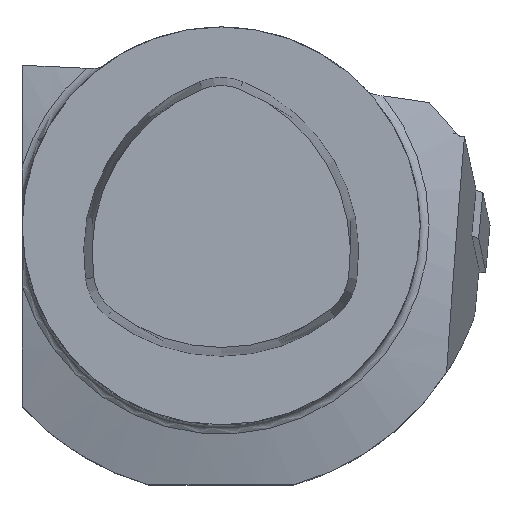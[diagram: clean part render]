
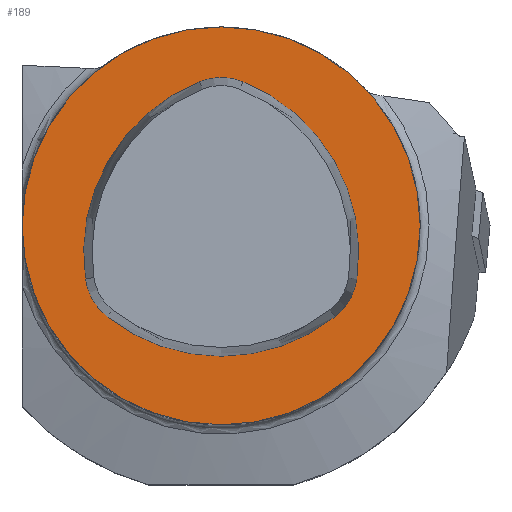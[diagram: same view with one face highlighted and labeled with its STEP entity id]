
A CAD part, top view. The second image highlights one B-rep face of the part: STEP entity #189.
In plain terms, the highlighted planar face has unit normal (0, 0, 1).
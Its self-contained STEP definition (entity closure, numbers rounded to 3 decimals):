
#108=FACE_BOUND('',#311,.T.);
#109=FACE_BOUND('',#312,.T.);
#144=PLANE('',#1150);
#189=ADVANCED_FACE('',(#108,#109),#144,.T.);
#311=EDGE_LOOP('',(#656));
#312=EDGE_LOOP('',(#657,#658,#659,#660,#661,#662));
#505=CIRCLE('',#1127,20.);
#514=CIRCLE('',#1144,18.5);
#515=CIRCLE('',#1145,5.9);
#516=CIRCLE('',#1146,18.5);
#517=CIRCLE('',#1147,5.9);
#518=CIRCLE('',#1148,18.5);
#519=CIRCLE('',#1149,5.9);
#656=ORIENTED_EDGE('',*,*,#954,.F.);
#657=ORIENTED_EDGE('',*,*,#978,.T.);
#658=ORIENTED_EDGE('',*,*,#979,.T.);
#659=ORIENTED_EDGE('',*,*,#980,.T.);
#660=ORIENTED_EDGE('',*,*,#981,.T.);
#661=ORIENTED_EDGE('',*,*,#982,.T.);
#662=ORIENTED_EDGE('',*,*,#983,.T.);
#848=VERTEX_POINT('',#1686);
#868=VERTEX_POINT('',#1775);
#869=VERTEX_POINT('',#1776);
#870=VERTEX_POINT('',#1778);
#871=VERTEX_POINT('',#1780);
#872=VERTEX_POINT('',#1782);
#873=VERTEX_POINT('',#1784);
#954=EDGE_CURVE('',#848,#848,#505,.T.);
#978=EDGE_CURVE('',#868,#869,#514,.T.);
#979=EDGE_CURVE('',#869,#870,#515,.T.);
#980=EDGE_CURVE('',#870,#871,#516,.T.);
#981=EDGE_CURVE('',#871,#872,#517,.T.);
#982=EDGE_CURVE('',#872,#873,#518,.T.);
#983=EDGE_CURVE('',#873,#868,#519,.T.);
#1127=AXIS2_PLACEMENT_3D('',#1685,#1309,#1310);
#1144=AXIS2_PLACEMENT_3D('',#1774,#1349,#1350);
#1145=AXIS2_PLACEMENT_3D('',#1777,#1351,#1352);
#1146=AXIS2_PLACEMENT_3D('',#1779,#1353,#1354);
#1147=AXIS2_PLACEMENT_3D('',#1781,#1355,#1356);
#1148=AXIS2_PLACEMENT_3D('',#1783,#1357,#1358);
#1149=AXIS2_PLACEMENT_3D('',#1785,#1359,#1360);
#1150=AXIS2_PLACEMENT_3D('',#1786,#1361,#1362);
#1309=DIRECTION('',(0.,0.,-1.));
#1310=DIRECTION('',(-1.,0.,0.));
#1349=DIRECTION('',(0.,0.,-1.));
#1350=DIRECTION('',(-1.,0.,0.));
#1351=DIRECTION('',(0.,0.,-1.));
#1352=DIRECTION('',(-1.,0.,0.));
#1353=DIRECTION('',(0.,0.,-1.));
#1354=DIRECTION('',(-1.,0.,0.));
#1355=DIRECTION('',(0.,0.,-1.));
#1356=DIRECTION('',(-1.,0.,0.));
#1357=DIRECTION('',(0.,0.,-1.));
#1358=DIRECTION('',(-1.,0.,0.));
#1359=DIRECTION('',(0.,0.,-1.));
#1360=DIRECTION('',(-1.,0.,0.));
#1361=DIRECTION('',(0.,0.,1.));
#1362=DIRECTION('',(-1.,0.,0.));
#1685=CARTESIAN_POINT('',(0.,0.,0.));
#1686=CARTESIAN_POINT('',(-20.,0.,0.));
#1774=CARTESIAN_POINT('',(-4.677,-2.7,0.));
#1775=CARTESIAN_POINT('',(2.19,14.479,0.));
#1776=CARTESIAN_POINT('',(13.634,-5.343,0.));
#1777=CARTESIAN_POINT('',(7.794,-4.5,0.));
#1778=CARTESIAN_POINT('',(11.444,-9.136,0.));
#1779=CARTESIAN_POINT('',(0.,5.4,0.));
#1780=CARTESIAN_POINT('',(-11.444,-9.136,0.));
#1781=CARTESIAN_POINT('',(-7.794,-4.5,0.));
#1782=CARTESIAN_POINT('',(-13.634,-5.343,0.));
#1783=CARTESIAN_POINT('',(4.677,-2.7,0.));
#1784=CARTESIAN_POINT('',(-2.19,14.479,0.));
#1785=CARTESIAN_POINT('',(0.,9.,0.));
#1786=CARTESIAN_POINT('',(0.,0.,0.));
